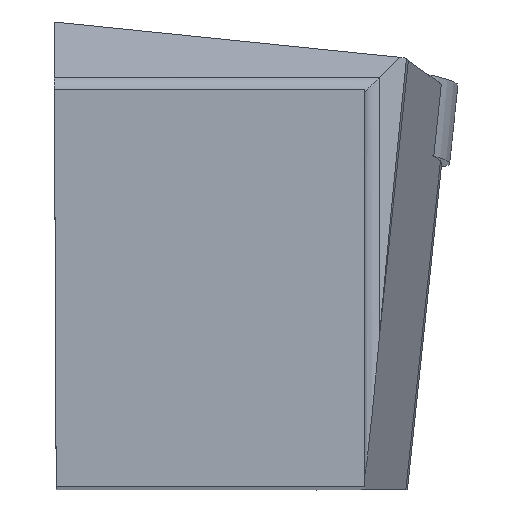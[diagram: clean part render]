
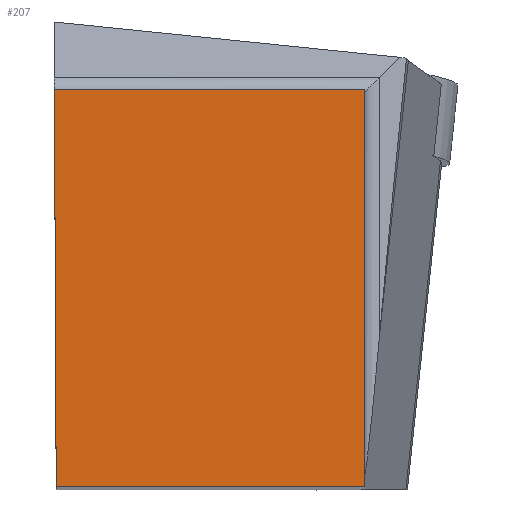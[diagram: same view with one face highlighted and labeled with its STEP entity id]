
A CAD part, top view. The second image highlights one B-rep face of the part: STEP entity #207.
In plain terms, the highlighted planar face has unit normal (0, 0, 1).
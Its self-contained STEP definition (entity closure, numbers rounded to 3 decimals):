
#94=FACE_OUTER_BOUND('',#269,.T.);
#127=LINE('',#924,#161);
#128=LINE('',#927,#162);
#129=LINE('',#929,#163);
#130=LINE('',#931,#164);
#161=VECTOR('',#690,1.);
#162=VECTOR('',#691,1.);
#163=VECTOR('',#692,1.);
#164=VECTOR('',#693,1.);
#207=ADVANCED_FACE('SHANK_FACE_BACK',(#94),#229,.F.);
#229=PLANE('',#588);
#269=EDGE_LOOP('',(#334,#335,#336,#337));
#334=ORIENTED_EDGE('',*,*,#468,.F.);
#335=ORIENTED_EDGE('',*,*,#469,.T.);
#336=ORIENTED_EDGE('',*,*,#470,.T.);
#337=ORIENTED_EDGE('',*,*,#471,.F.);
#423=VERTEX_POINT('',#925);
#424=VERTEX_POINT('',#926);
#425=VERTEX_POINT('',#928);
#426=VERTEX_POINT('',#930);
#468=EDGE_CURVE('',#423,#424,#127,.T.);
#469=EDGE_CURVE('',#423,#425,#128,.T.);
#470=EDGE_CURVE('',#425,#426,#129,.T.);
#471=EDGE_CURVE('',#424,#426,#130,.T.);
#588=AXIS2_PLACEMENT_3D('',#932,#694,#695);
#690=DIRECTION('',(-0.004,1.,0.));
#691=DIRECTION('',(1.,0.,0.));
#692=DIRECTION('',(0.,1.,0.));
#693=DIRECTION('',(1.,0.,0.));
#694=DIRECTION('',(0.,0.,-1.));
#695=DIRECTION('',(-0.995,0.105,0.));
#924=CARTESIAN_POINT('',(0.973,-191.233,0.));
#925=CARTESIAN_POINT('',(0.139,0.,0.));
#926=CARTESIAN_POINT('',(0.,31.85,0.));
#927=CARTESIAN_POINT('',(-6.744,0.,0.));
#928=CARTESIAN_POINT('',(24.875,0.,0.));
#929=CARTESIAN_POINT('',(24.875,-7.092,0.));
#930=CARTESIAN_POINT('',(24.875,31.85,0.));
#931=CARTESIAN_POINT('',(-6.744,31.85,0.));
#932=CARTESIAN_POINT('',(0.,0.,0.));
